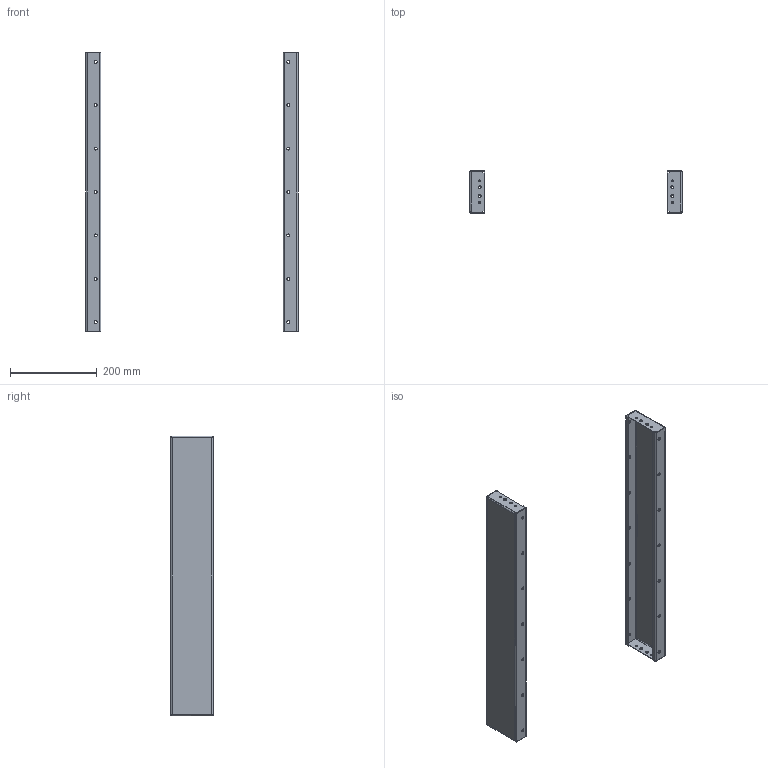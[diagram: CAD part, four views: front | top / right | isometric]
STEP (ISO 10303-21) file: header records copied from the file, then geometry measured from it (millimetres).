
FILE_DESCRIPTION(/* description */ (''),/* implementation_level */ '2;1');
FILE_NAME(/* name */ 'TLZCL1080.stp',/* time_stamp */ '2017-04-05T15:26:12+02:00',/* author */ (''),/* organization */ (''),/* preprocessor_version */ 'ST-DEVELOPER v15',/* originating_system */ 'SIEMENS PLM Software NX 9.0',/* authorisation */ '');
FILE_SCHEMA (('CONFIG_CONTROL_DESIGN'));
Length unit declared in the file: millimetre
Products named in the file (2): H60543_LATERAL_ZOCALO_100_800_stp; TLZCL1080_stp
Assembly tree (2 placements, depth 2):
  TLZCL1080_stp
    H60543_LATERAL_ZOCALO_100_800_stp  x2
Bounding box: 489.41 x 98 x 644 mm (x, y, z)
Volume: 357156.9 mm3; surface area: 482922.3 mm2
Topology: 2 solids, 2 shells, 192 faces, 516 edges, 328 vertices
Faces by surface type: plane 124, cylinder 68
Full cylindrical faces by diameter (mm): 4.65 x8, 7 x36
Entity records: 3180 total; most frequent: CARTESIAN_POINT 707, ORIENTED_EDGE 516, DIRECTION 382, EDGE_CURVE 258, VERTEX_POINT 164, AXIS2_PLACEMENT_3D 155, EDGE_LOOP 140, B_SPLINE_CURVE_WITH_KNOTS 102
